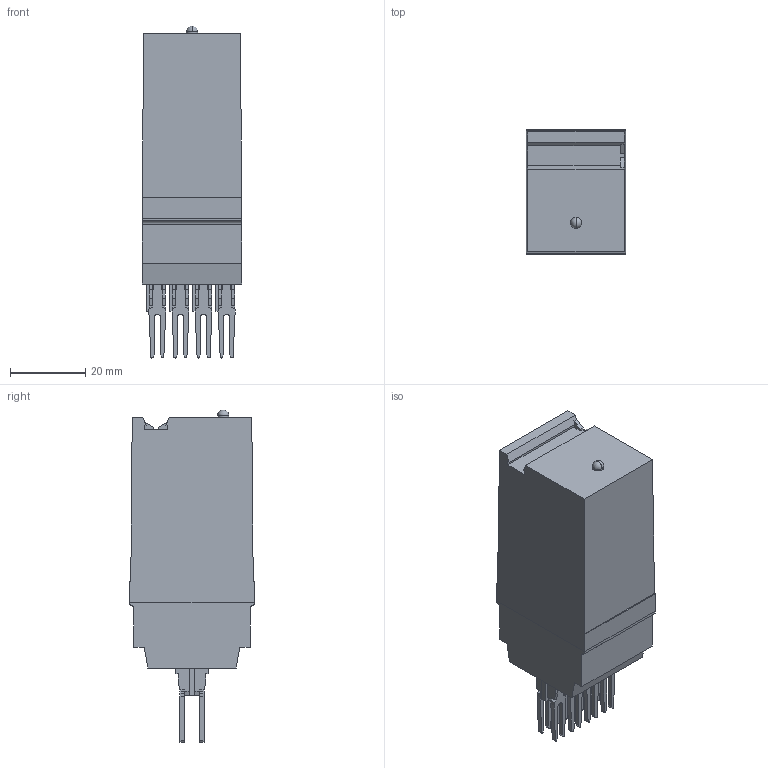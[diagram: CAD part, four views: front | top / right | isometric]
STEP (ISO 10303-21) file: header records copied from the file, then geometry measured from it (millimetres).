
FILE_DESCRIPTION(('Creo Elements/Direct Modeling STEP Export'),'2;1');
FILE_NAME('model.stp','2020-06-03T11:43:07',(''),(''),'Creo Elements/Direct Modeling STEP processor for AP214 (Solid Model)','Creo Elements/Direct Modeling 20.1A 29-Sep-2018 (C) Parametric Technology GmbH','');
FILE_SCHEMA(('AUTOMOTIVE_DESIGN { 1 0 10303 214 1 1 1 1 }'));
Length unit declared in the file: millimetre
Products named in the file (2): ST-REL4-KG..._21-21...-select
Assembly tree (1 placements, depth 2):
  ST-REL4-KG..._21-21...-select
    ST-REL4-KG..._21-21...-select
Bounding box: 26.6 x 33.2 x 88.4 mm (x, y, z)
Volume: 55789.2 mm3; surface area: 11224.4 mm2
Topology: 1 solids, 1 shells, 366 faces, 1058 edges, 697 vertices
Faces by surface type: plane 336, cylinder 28, sphere 2
Entity records: 14196 total; most frequent: ORIENTED_EDGE 2112, CARTESIAN_POINT 1999, DIRECTION 1649, EDGE_CURVE 1056, VECTOR 955, LINE 955, VERTEX_POINT 697, EDGE_LOOP 371
